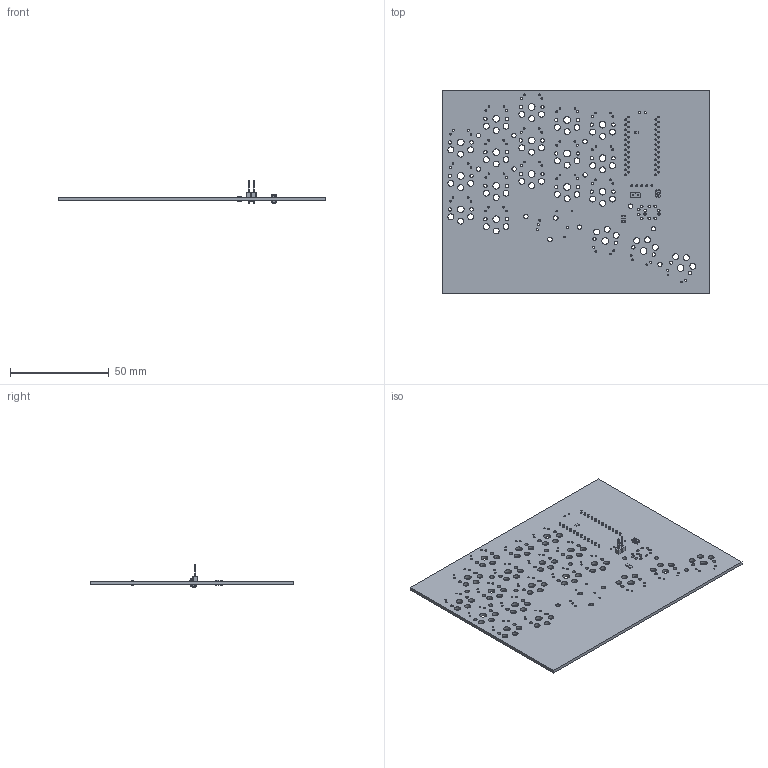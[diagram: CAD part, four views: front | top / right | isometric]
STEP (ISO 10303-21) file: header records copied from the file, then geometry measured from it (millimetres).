
FILE_DESCRIPTION(('KiCad electronic assembly'),'2;1');
FILE_NAME('PCB.step','2024-08-06T21:25:18',('Pcbnew'),('Kicad'), 'Open CASCADE STEP processor 7.8','KiCad to STEP converter','Unknown' );
FILE_SCHEMA(('AUTOMOTIVE_DESIGN { 1 0 10303 214 1 1 1 1 }'));
Length unit declared in the file: millimetre
Products named in the file (8): PCB 1; SW_SPST_B3U-1000P; R_0805_2012Metric; PinHeader_1x02_P2.54mm_Vertical; PinHeader_1x02_P254mm_Vertical; chocofi_PCB
Assembly tree (13 placements, depth 3):
  PCB 1
    SW_SPST_B3U-1000P  x2
      SW_SPST_B3U-1000P
    R_0805_2012Metric  x6
      R_0805_2012Metric
    PinHeader_1x02_P2.54mm_Vertical
      PinHeader_1x02_P254mm_Vertical
    chocofi_PCB
Bounding box: 135.04 x 103.21 x 11.83 mm (x, y, z)
Volume: 21061.6 mm3; surface area: 29580.5 mm2
Topology: 10 solids, 10 shells, 1007 faces, 2703 edges, 1664 vertices
Faces by surface type: cylinder 539, plane 400, sphere 34, torus 34
Full cylindrical faces by diameter (mm): 0.813 x93, 0.9 x2, 0.991 x38, 1 x7, 1.2 x4, 1.5 x2, 1.702 x38, 2.2 x11, 3 x57, 3.429 x19
Entity records: 23943 total; most frequent: DIRECTION 3823, CARTESIAN_POINT 3667, ORIENTED_EDGE 3458, EDGE_CURVE 1729, AXIS2_PLACEMENT_3D 1449, FACE_BOUND 1198, EDGE_LOOP 1198, VERTEX_POINT 1095
